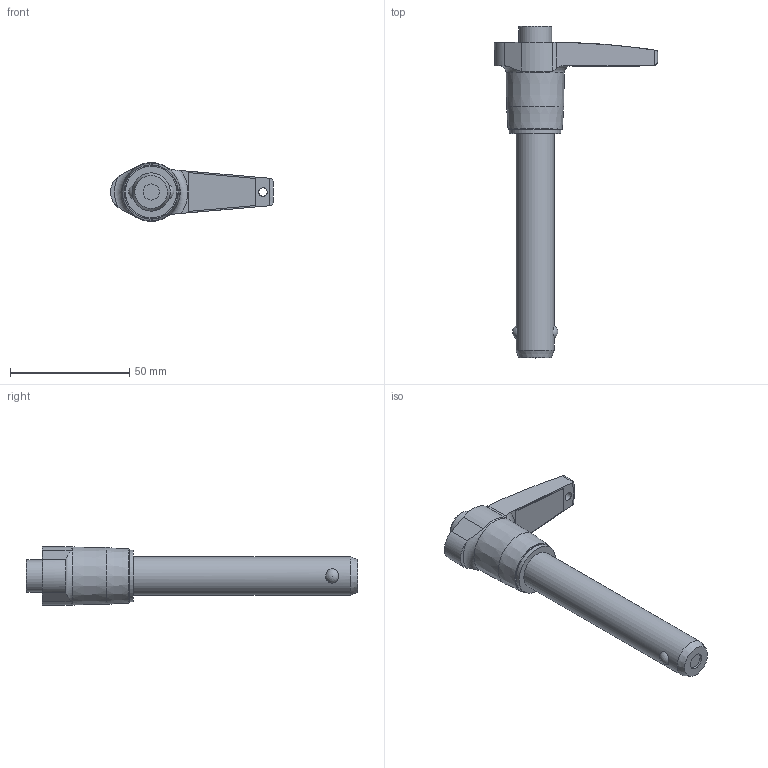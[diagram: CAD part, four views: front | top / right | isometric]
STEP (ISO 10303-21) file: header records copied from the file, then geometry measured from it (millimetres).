
FILE_DESCRIPTION( ( 'STEP AP214' ), '1' );
FILE_NAME( 'K0642.16816080__UNBETAETIGT_80_.stp', '2020-12-04T10:02:39', ( '' ), ( '' ), ' ', 'PARTsolutions', ' ' );
FILE_SCHEMA( ( 'AUTOMOTIVE_DESIGN { 1 0 10303 214 1 1 1 1 }' ) );
Length unit declared in the file: millimetre
Products named in the file (1): _K0642.16816080_(UNBETAETIGT_80)
Bounding box: 68.27 x 139 x 24.58 mm (x, y, z)
Volume: 42859.6 mm3; surface area: 10746.4 mm2
Topology: 1 solids, 1 shells, 41 faces, 100 edges, 65 vertices
Faces by surface type: plane 17, cylinder 13, torus 4, cone 4, sphere 2, bspline 1
Full cylindrical faces by diameter (mm): 3.58 x1, 6.76 x1, 13.7 x1, 16 x1, 21.59 x1
Entity records: 1747 total; most frequent: CARTESIAN_POINT 557, DIRECTION 162, ORIENTED_EDGE 158, EDGE_CURVE 79, AXIS2_PLACEMENT_3D 68, EDGE_LOOP 62, VERTEX_POINT 61, FACE_OUTER_BOUND 49
